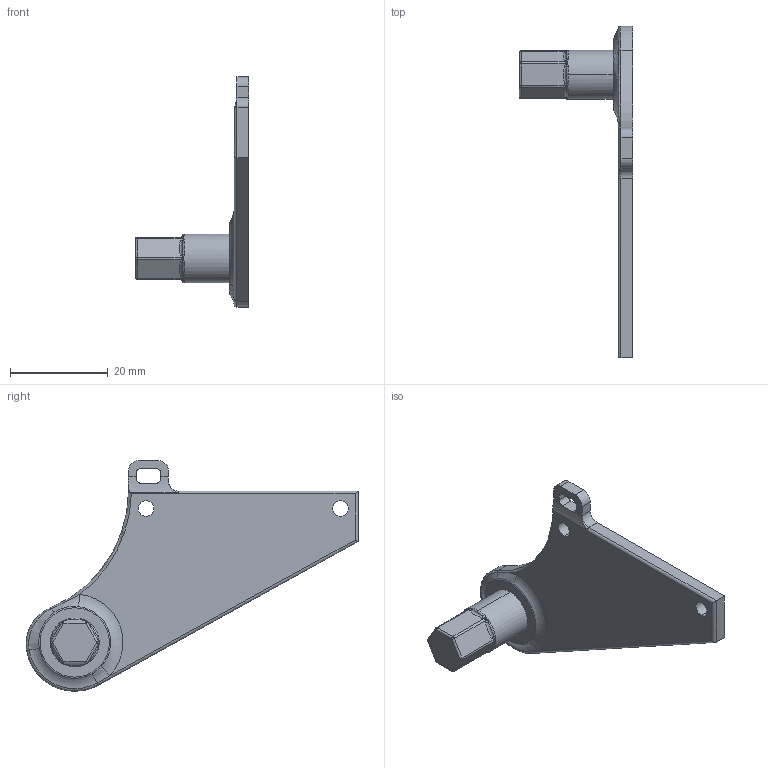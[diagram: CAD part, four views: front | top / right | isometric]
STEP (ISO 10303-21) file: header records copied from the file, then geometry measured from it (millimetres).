
FILE_DESCRIPTION (( 'STEP AP214' ), '1' );
FILE_NAME ('CFV5_Dumper_Manipulator_LHW.STEP', '2025-01-11T16:58:32', ( '' ), ( '' ), 'SwSTEP 2.0', 'SolidWorks 2025', '' );
FILE_SCHEMA (( 'AUTOMOTIVE_DESIGN' ));
Length unit declared in the file: millimetre
Products named in the file (1): CFV5_Dumper_Manipulator_LHW
Bounding box: 23.2 x 67.97 x 47.2 mm (x, y, z)
Volume: 6065.3 mm3; surface area: 4374.5 mm2
Topology: 1 solids, 1 shells, 143 faces, 352 edges, 212 vertices
Faces by surface type: bspline 57, cylinder 36, torus 22, plane 22, cone 6
Entity records: 5395 total; most frequent: CARTESIAN_POINT 2308, ORIENTED_EDGE 704, DIRECTION 580, EDGE_CURVE 352, AXIS2_PLACEMENT_3D 247, VERTEX_POINT 212, CIRCLE 160, EDGE_LOOP 150
